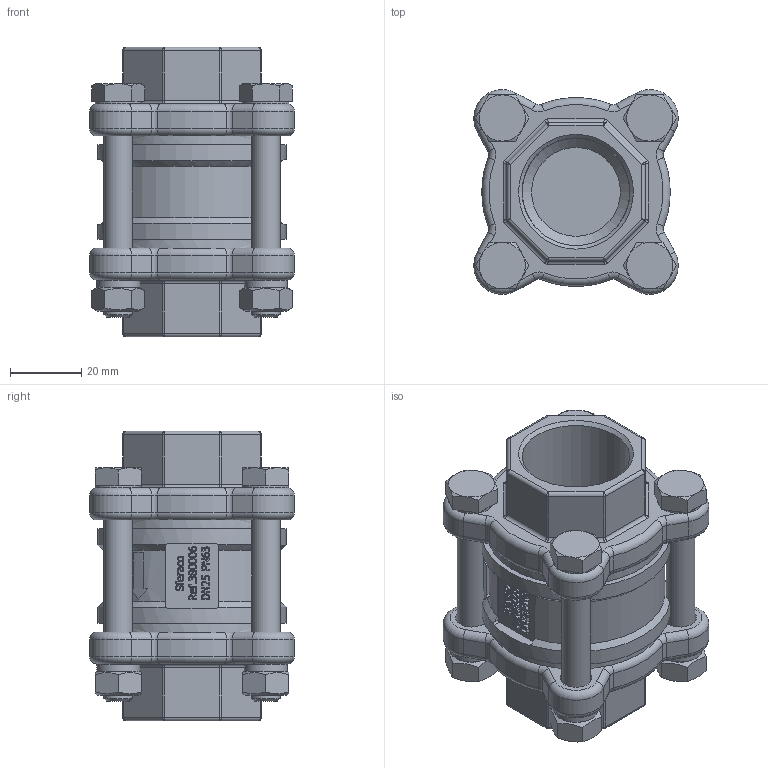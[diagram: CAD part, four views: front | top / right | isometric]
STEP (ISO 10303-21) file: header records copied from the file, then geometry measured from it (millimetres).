
FILE_DESCRIPTION(/* description */ ('380006'),/* implementation_level */ '2;1');
FILE_NAME(/* name */ '380006.stp',/* time_stamp */ '2015-09-28T14:32:41+02:00',/* author */ ('jmorand'),/* organization */ ('Sferaco'),/* preprocessor_version */ 'ST-DEVELOPER v16.1',/* originating_system */ 'Autodesk Inventor 2016',/* authorisation */ '');
FILE_SCHEMA (('AUTOMOTIVE_DESIGN { 1 0 10303 214 3 1 1 }'));
Products named in the file (1): 380006_bd
Bounding box: 57.51 x 57.51 x 81.5 mm (x, y, z)
Volume: 132069.9 mm3; surface area: 35133.2 mm2
Topology: 1 solids, 1 shells, 1392 faces, 3704 edges, 2386 vertices
Faces by surface type: plane 562, bspline 524, cylinder 166, torus 96, cone 44
Full cylindrical faces by diameter (mm): 8 x8, 9 x8, 13 x4, 25 x2, 30.291 x2, 50 x2
Entity records: 49154 total; most frequent: CARTESIAN_POINT 17137, ORIENTED_EDGE 7268, DIRECTION 4678, EDGE_CURVE 3634, VERTEX_POINT 2358, LINE 1816, VECTOR 1816, EDGE_LOOP 1542
